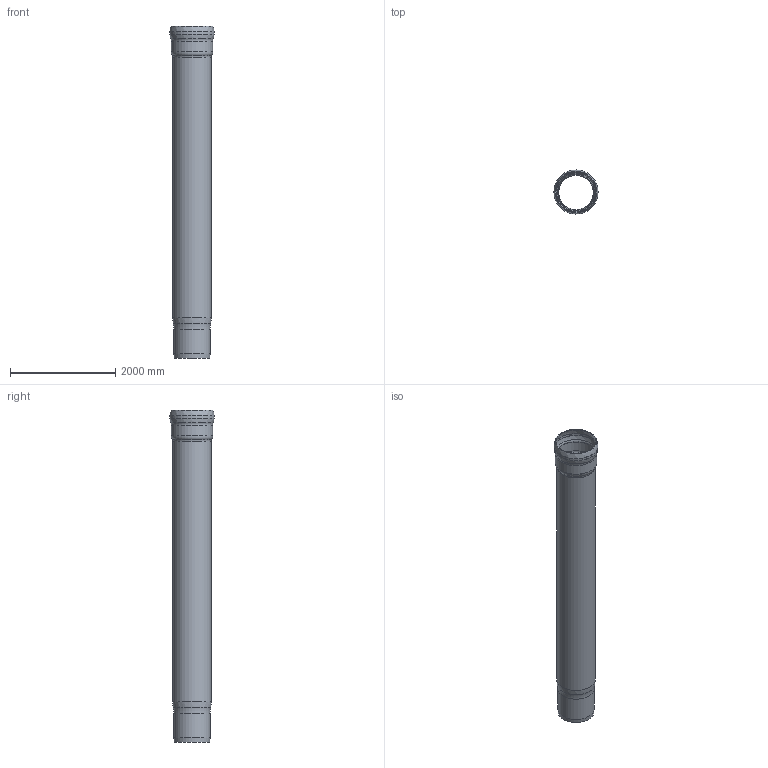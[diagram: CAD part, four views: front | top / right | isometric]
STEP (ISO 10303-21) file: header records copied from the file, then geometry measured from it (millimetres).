
FILE_DESCRIPTION(/* description */ (''),/* implementation_level */ '2;1');
FILE_NAME(/* name */ '21207.070X_3D.stp',/* time_stamp */ '2024-12-12T08:15:23+01:00',/* author */ ('CAD'),/* organization */ (''),/* preprocessor_version */ 'ST-DEVELOPER v20',/* originating_system */ 'AutoCAD Mechanical',/* authorisation */ '');
FILE_SCHEMA (('AUTOMOTIVE_DESIGN { 1 0 10303 214 3 1 1 }'));
Length unit declared in the file: centimetre
Products named in the file (2): Product; *S0
Assembly tree (1 placements, depth 2):
  Product
    *S0
Bounding box: 838 x 838 x 6300 mm (x, y, z)
Volume: 171357252.2 mm3; surface area: 28617491.7 mm2
Topology: 1 solids, 1 shells, 28 faces, 71 edges, 44 vertices
Faces by surface type: cylinder 8, torus 8, cone 6, bspline 6
Full cylindrical faces by diameter (mm): 666 x1, 690 x1, 706 x1, 730 x1, 764 x1, 788 x1, 814 x1, 838 x1
Entity records: 1063 total; most frequent: CARTESIAN_POINT 302, DIRECTION 177, ORIENTED_EDGE 140, AXIS2_PLACEMENT_3D 81, EDGE_CURVE 70, CIRCLE 56, VERTEX_POINT 42, FACE_OUTER_BOUND 28
